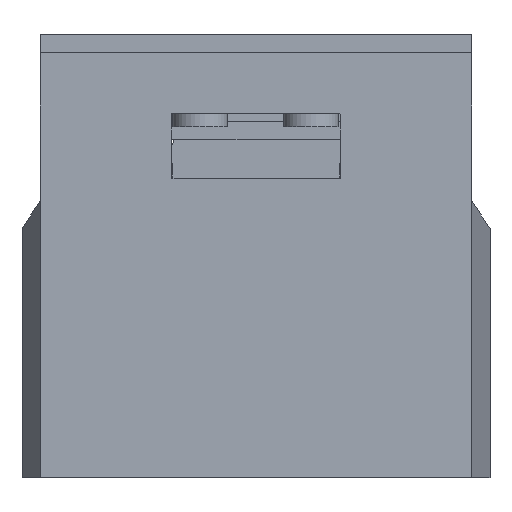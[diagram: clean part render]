
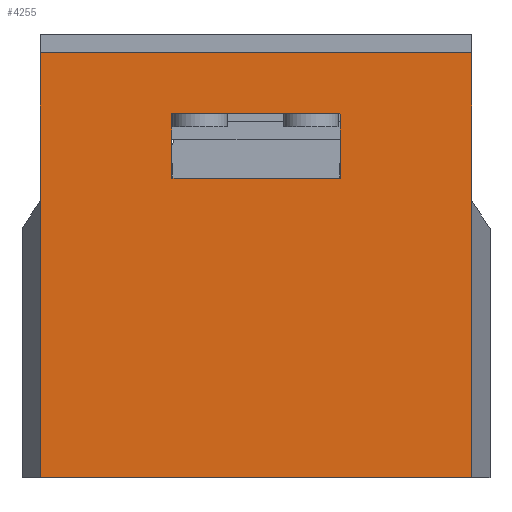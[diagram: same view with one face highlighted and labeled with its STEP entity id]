
A CAD part, left-side view. The second image highlights one B-rep face of the part: STEP entity #4255.
In plain terms, the highlighted planar face has unit normal (-1, 0, 0).
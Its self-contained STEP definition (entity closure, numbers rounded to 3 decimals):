
#88=FACE_BOUND('',#360,.T.);
#126=FACE_OUTER_BOUND('',#359,.T.);
#359=EDGE_LOOP('',(#2852,#2853,#2854,#2855));
#360=EDGE_LOOP('',(#2856,#2857,#2858,#2859));
#624=LINE('',#5963,#1208);
#634=LINE('',#5983,#1218);
#648=LINE('',#6014,#1232);
#651=LINE('',#6019,#1235);
#652=LINE('',#6022,#1236);
#653=LINE('',#6024,#1237);
#654=LINE('',#6026,#1238);
#655=LINE('',#6027,#1239);
#1208=VECTOR('',#4828,10.);
#1218=VECTOR('',#4842,10.);
#1232=VECTOR('',#4864,10.);
#1235=VECTOR('',#4869,10.);
#1236=VECTOR('',#4870,10.);
#1237=VECTOR('',#4871,10.);
#1238=VECTOR('',#4872,10.);
#1239=VECTOR('',#4873,10.);
#1788=VERTEX_POINT('',#5960);
#1789=VERTEX_POINT('',#5962);
#1797=VERTEX_POINT('',#5981);
#1810=VERTEX_POINT('',#6013);
#1812=VERTEX_POINT('',#6020);
#1813=VERTEX_POINT('',#6021);
#1814=VERTEX_POINT('',#6023);
#1815=VERTEX_POINT('',#6025);
#2200=EDGE_CURVE('',#1788,#1789,#624,.T.);
#2210=EDGE_CURVE('',#1797,#1788,#634,.T.);
#2224=EDGE_CURVE('',#1810,#1789,#648,.T.);
#2227=EDGE_CURVE('',#1810,#1797,#651,.T.);
#2228=EDGE_CURVE('',#1812,#1813,#652,.T.);
#2229=EDGE_CURVE('',#1813,#1814,#653,.T.);
#2230=EDGE_CURVE('',#1814,#1815,#654,.T.);
#2231=EDGE_CURVE('',#1815,#1812,#655,.T.);
#2852=ORIENTED_EDGE('',*,*,#2210,.F.);
#2853=ORIENTED_EDGE('',*,*,#2227,.F.);
#2854=ORIENTED_EDGE('',*,*,#2224,.T.);
#2855=ORIENTED_EDGE('',*,*,#2200,.F.);
#2856=ORIENTED_EDGE('',*,*,#2228,.T.);
#2857=ORIENTED_EDGE('',*,*,#2229,.T.);
#2858=ORIENTED_EDGE('',*,*,#2230,.T.);
#2859=ORIENTED_EDGE('',*,*,#2231,.T.);
#4037=PLANE('',#4539);
#4255=ADVANCED_FACE('',(#126,#88),#4037,.T.);
#4539=AXIS2_PLACEMENT_3D('',#6018,#4867,#4868);
#4828=DIRECTION('',(0.,1.,0.));
#4842=DIRECTION('',(0.,0.,-1.));
#4864=DIRECTION('',(0.,0.,-1.));
#4867=DIRECTION('center_axis',(-1.,0.,0.));
#4868=DIRECTION('ref_axis',(0.,1.,0.));
#4869=DIRECTION('',(0.,-1.,0.));
#4870=DIRECTION('',(0.,0.,1.));
#4871=DIRECTION('',(0.,-1.,0.));
#4872=DIRECTION('',(0.,0.,-1.));
#4873=DIRECTION('',(0.,1.,0.));
#5960=CARTESIAN_POINT('',(0.,0.,-15.));
#5962=CARTESIAN_POINT('',(0.,23.35,-15.));
#5963=CARTESIAN_POINT('',(0.,23.35,-15.));
#5981=CARTESIAN_POINT('',(0.,0.,8.));
#5983=CARTESIAN_POINT('',(0.,0.,-1.5));
#6013=CARTESIAN_POINT('',(0.,23.35,8.));
#6014=CARTESIAN_POINT('',(0.,23.35,0.));
#6018=CARTESIAN_POINT('Origin',(0.,0.,-1.5));
#6019=CARTESIAN_POINT('',(0.,23.35,8.));
#6020=CARTESIAN_POINT('',(0.,16.225,1.2));
#6021=CARTESIAN_POINT('',(0.,16.225,4.7));
#6022=CARTESIAN_POINT('',(0.,16.225,0.6));
#6023=CARTESIAN_POINT('',(0.,7.125,4.7));
#6024=CARTESIAN_POINT('',(0.,8.113,4.7));
#6025=CARTESIAN_POINT('',(0.,7.125,1.2));
#6026=CARTESIAN_POINT('',(0.,7.125,2.35));
#6027=CARTESIAN_POINT('',(0.,3.562,1.2));
